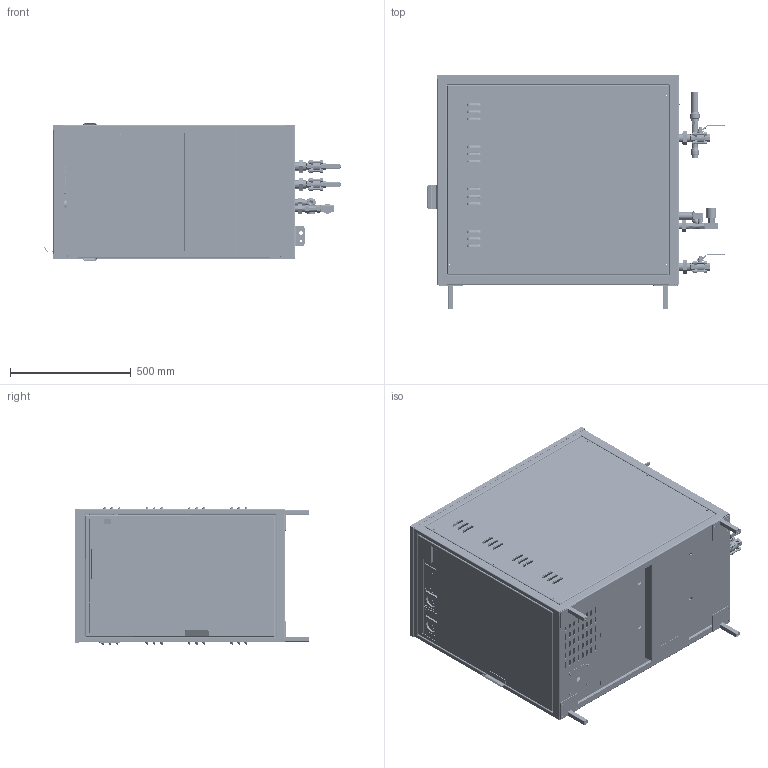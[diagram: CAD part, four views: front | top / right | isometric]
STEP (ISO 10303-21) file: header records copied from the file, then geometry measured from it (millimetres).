
FILE_DESCRIPTION (( 'STEP AP214' ), '1' );
FILE_NAME ('PS400 0-4bar komplett.STEP', '2020-03-10T07:01:02', ( '' ), ( '' ), 'SwSTEP 2.0', 'SolidWorks 2017', '' );
FILE_SCHEMA (( 'AUTOMOTIVE_DESIGN' ));
Length unit declared in the file: millimetre
Products named in the file (1): PS400 0-4bar komplett
Bounding box: 1230.45 x 971.5 x 572.02 mm (x, y, z)
Volume: 10800868.7 mm3; surface area: 11981129 mm2
Topology: 268 solids, 268 shells, 8895 faces, 22487 edges, 14308 vertices
Faces by surface type: plane 5156, cylinder 2062, bspline 1089, cone 365, torus 127, sphere 96
Entity records: 439437 total; most frequent: CARTESIAN_POINT 131162, ORIENTED_EDGE 44812, DIRECTION 39319, EDGE_CURVE 22406, VERTEX_POINT 14292, VECTOR 13881, LINE 13881, AXIS2_PLACEMENT_3D 12719
